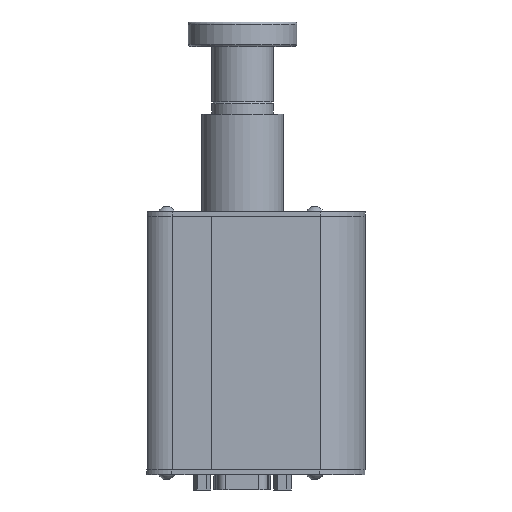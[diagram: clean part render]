
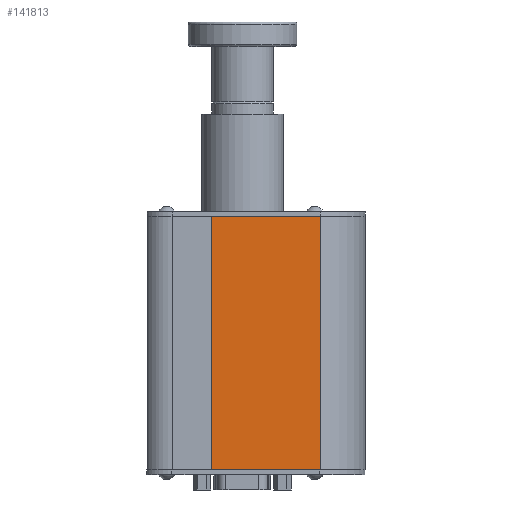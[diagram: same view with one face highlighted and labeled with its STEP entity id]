
A CAD part, left-side view. The second image highlights one B-rep face of the part: STEP entity #141813.
In plain terms, the highlighted planar face has unit normal (-1, 0, 0).
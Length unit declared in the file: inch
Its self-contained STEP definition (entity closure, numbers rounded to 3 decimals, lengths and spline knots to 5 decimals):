
#925 = DIRECTION ( 'NONE',  ( 1., 0., 0. ) ) ;
#4997 = VECTOR ( 'NONE', #104673, 39.37008 ) ;
#8128 = LINE ( 'NONE', #88660, #70179 ) ;
#12565 = VECTOR ( 'NONE', #105401, 39.37008 ) ;
#13658 = AXIS2_PLACEMENT_3D ( 'NONE', #70828, #925, #82558 ) ;
#17881 = CARTESIAN_POINT ( 'NONE',  ( -1.4, -0.24026, 3.1 ) ) ;
#18814 = DIRECTION ( 'NONE',  ( 0., -1., 0. ) ) ;
#22423 = VERTEX_POINT ( 'NONE', #64445 ) ;
#23165 = CARTESIAN_POINT ( 'NONE',  ( -1.4, 1.09385, 0. ) ) ;
#23509 = EDGE_CURVE ( 'NONE', #41292, #50909, #109086, .T. ) ;
#30593 = EDGE_CURVE ( 'NONE', #145876, #22423, #132932, .T. ) ;
#32610 = CARTESIAN_POINT ( 'NONE',  ( -1.4, 1.09385, 3.1 ) ) ;
#35599 = CARTESIAN_POINT ( 'NONE',  ( -1.4, 1.09385, 3.1 ) ) ;
#37792 = ORIENTED_EDGE ( 'NONE', *, *, #30593, .T. ) ;
#41292 = VERTEX_POINT ( 'NONE', #96567 ) ;
#50909 = VERTEX_POINT ( 'NONE', #142692 ) ;
#52125 = FACE_OUTER_BOUND ( 'NONE', #127642, .T. ) ;
#64445 = CARTESIAN_POINT ( 'NONE',  ( -1.4, 1.09385, 0. ) ) ;
#67072 = LINE ( 'NONE', #23165, #4997 ) ;
#70179 = VECTOR ( 'NONE', #18814, 39.37008 ) ;
#70828 = CARTESIAN_POINT ( 'NONE',  ( -1.4, 1.09385, 3.1 ) ) ;
#78149 = VECTOR ( 'NONE', #99436, 39.37008 ) ;
#79110 = ORIENTED_EDGE ( 'NONE', *, *, #23509, .F. ) ;
#82060 = PLANE ( 'NONE',  #13658 ) ;
#82558 = DIRECTION ( 'NONE',  ( 0., 1., 0. ) ) ;
#88660 = CARTESIAN_POINT ( 'NONE',  ( -1.4, 1.09385, 3.1 ) ) ;
#93052 = ORIENTED_EDGE ( 'NONE', *, *, #105014, .T. ) ;
#96567 = CARTESIAN_POINT ( 'NONE',  ( -1.4, -0.24026, 3.1 ) ) ;
#99436 = DIRECTION ( 'NONE',  ( 0., 0., -1. ) ) ;
#101195 = EDGE_CURVE ( 'NONE', #145876, #41292, #8128, .T. ) ;
#104673 = DIRECTION ( 'NONE',  ( 0., -1., 0. ) ) ;
#105014 = EDGE_CURVE ( 'NONE', #22423, #50909, #67072, .T. ) ;
#105401 = DIRECTION ( 'NONE',  ( 0., 0., -1. ) ) ;
#109086 = LINE ( 'NONE', #17881, #78149 ) ;
#127642 = EDGE_LOOP ( 'NONE', ( #93052, #79110, #140586, #37792 ) ) ;
#132932 = LINE ( 'NONE', #35599, #12565 ) ;
#140586 = ORIENTED_EDGE ( 'NONE', *, *, #101195, .F. ) ;
#141813 = ADVANCED_FACE ( 'NONE', ( #52125 ), #82060, .F. ) ;
#142692 = CARTESIAN_POINT ( 'NONE',  ( -1.4, -0.24026, 0. ) ) ;
#145876 = VERTEX_POINT ( 'NONE', #32610 ) ;
